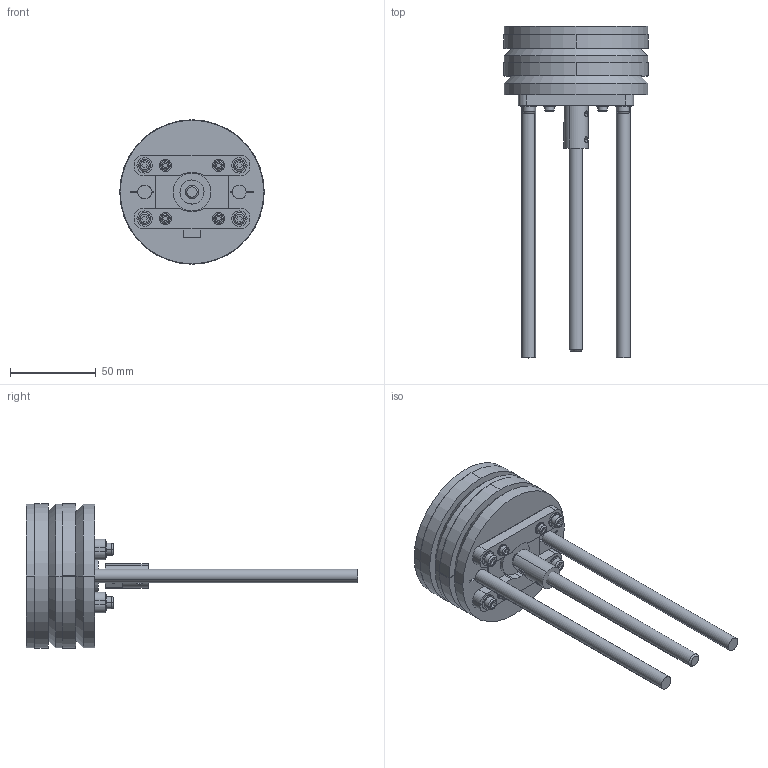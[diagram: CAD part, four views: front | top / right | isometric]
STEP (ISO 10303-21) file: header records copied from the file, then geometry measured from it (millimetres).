
FILE_DESCRIPTION (( 'STEP AP214' ), '1' );
FILE_NAME ('OA-Y50-A02-00.STEP', '2018-10-14T12:34:19', ( '' ), ( '' ), 'SwSTEP 2.0', 'SolidWorks 2014', '' );
FILE_SCHEMA (( 'AUTOMOTIVE_DESIGN' ));
Length unit declared in the file: millimetre
Products named in the file (13): 5mm to M8 coupling; OA-Y50-P07-00; DIN 0912 M3x10; DIN 0985 M4; OA-Y50-P08-00; OA-Y50-P09-00; OA-Y50-A02-00; DIN 0912 M4x20; DIN 0125-1A M3; DIN 0125-1A M4; Stepper NEMA 17 42BYGHW208; OA-Y50-P03-00; OA-Y50-P02-00
Assembly tree (30 placements, depth 2):
  OA-Y50-A02-00
    OA-Y50-P07-00
    Stepper NEMA 17 42BYGHW208
    OA-Y50-P02-00
    OA-Y50-P03-00  x2
    5mm to M8 coupling
    DIN 0985 M4  x4
    OA-Y50-P08-00  x2
    DIN 0125-1A M4  x4
    DIN 0125-1A M3  x4
    DIN 0912 M4x20  x4
    DIN 0912 M3x10  x4
    OA-Y50-P09-00  x2
Bounding box: 84 x 193 x 84 mm (x, y, z)
Volume: 236249.7 mm3; surface area: 81733.1 mm2
Topology: 30 solids, 30 shells, 549 faces, 1248 edges, 790 vertices
Faces by surface type: plane 247, cylinder 186, cone 92, torus 24
Entity records: 9349 total; most frequent: CARTESIAN_POINT 1842, DIRECTION 1481, ORIENTED_EDGE 1310, EDGE_CURVE 655, AXIS2_PLACEMENT_3D 547, VERTEX_POINT 422, LINE 387, VECTOR 387
